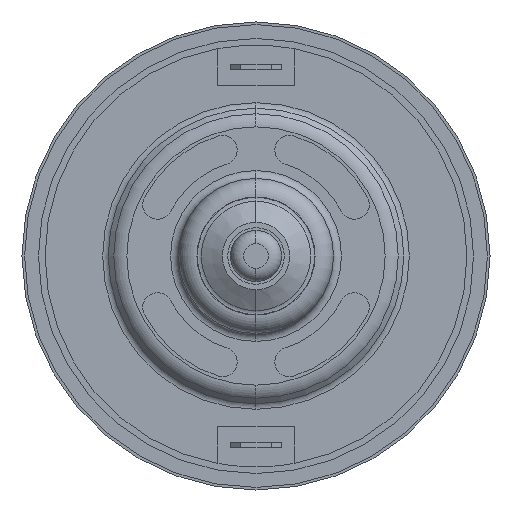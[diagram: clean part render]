
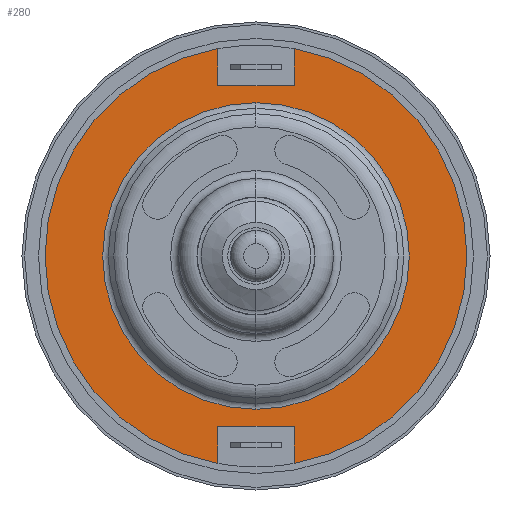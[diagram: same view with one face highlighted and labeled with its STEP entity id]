
A CAD part, left-side view. The second image highlights one B-rep face of the part: STEP entity #280.
In plain terms, the highlighted planar face has unit normal (-1, 0, 0).
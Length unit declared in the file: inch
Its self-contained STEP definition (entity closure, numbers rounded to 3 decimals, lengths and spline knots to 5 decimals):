
#117 = LINE ( 'NONE', #5497, #250 ) ;
#138 = CIRCLE ( 'NONE', #3932, 0.58043 ) ;
#151 = CIRCLE ( 'NONE', #3951, 0.58043 ) ;
#202 = CIRCLE ( 'NONE', #3933, 0.7985 ) ;
#250 = VECTOR ( 'NONE', #5862, 39.37008 ) ;
#280 = ADVANCED_FACE ( 'NONE', ( #2111, #2129 ), #5021, .T. ) ;
#384 = EDGE_CURVE ( 'NONE', #4021, #4068, #117, .T. ) ;
#389 = EDGE_CURVE ( 'NONE', #4054, #4029, #138, .T. ) ;
#399 = EDGE_CURVE ( 'NONE', #4029, #4054, #151, .T. ) ;
#401 = EDGE_CURVE ( 'NONE', #4063, #2520, #202, .T. ) ;
#479 = EDGE_CURVE ( 'NONE', #4063, #4021, #6214, .T. ) ;
#492 = EDGE_CURVE ( 'NONE', #2520, #1546, #6235, .T. ) ;
#509 = CARTESIAN_POINT ( 'NONE',  ( 0.075, 0., 0. ) ) ;
#523 = DIRECTION ( 'NONE',  ( 0., 0., 1. ) ) ;
#527 = DIRECTION ( 'NONE',  ( -1., 0., 0. ) ) ;
#914 = CARTESIAN_POINT ( 'NONE',  ( 0.075, -0.144, 0.64541 ) ) ;
#960 = VECTOR ( 'NONE', #5572, 39.37008 ) ;
#980 = LINE ( 'NONE', #5535, #960 ) ;
#991 = LINE ( 'NONE', #2361, #1121 ) ;
#1006 = AXIS2_PLACEMENT_3D ( 'NONE', #5146, #5030, #5040 ) ;
#1121 = VECTOR ( 'NONE', #2323, 39.37008 ) ;
#1254 = EDGE_CURVE ( 'NONE', #4068, #3996, #3286, .T. ) ;
#1309 = EDGE_CURVE ( 'NONE', #2586, #4064, #980, .T. ) ;
#1336 = EDGE_CURVE ( 'NONE', #1546, #2586, #991, .T. ) ;
#1546 = VERTEX_POINT ( 'NONE', #914 ) ;
#1566 = CARTESIAN_POINT ( 'NONE',  ( 0.075, 0., 0.58043 ) ) ;
#1600 = CARTESIAN_POINT ( 'NONE',  ( 0.075, 0.144, -0.78541 ) ) ;
#1643 = CARTESIAN_POINT ( 'NONE',  ( 0.075, -0.144, -0.64541 ) ) ;
#1667 = CARTESIAN_POINT ( 'NONE',  ( 0.075, 0.144, 0.64541 ) ) ;
#1872 = AXIS2_PLACEMENT_3D ( 'NONE', #509, #527, #523 ) ;
#2111 = FACE_OUTER_BOUND ( 'NONE', #3822, .T. ) ;
#2129 = FACE_BOUND ( 'NONE', #3867, .T. ) ;
#2178 = EDGE_CURVE ( 'NONE', #4064, #3996, #3024, .T. ) ;
#2229 = ORIENTED_EDGE ( 'NONE', *, *, #389, .T. ) ;
#2323 = DIRECTION ( 'NONE',  ( 0., 1., 0. ) ) ;
#2361 = CARTESIAN_POINT ( 'NONE',  ( 0.075, -0.144, 0.64541 ) ) ;
#2520 = VERTEX_POINT ( 'NONE', #3688 ) ;
#2586 = VERTEX_POINT ( 'NONE', #1667 ) ;
#3024 = CIRCLE ( 'NONE', #1872, 0.7985 ) ;
#3274 = VECTOR ( 'NONE', #5212, 39.37008 ) ;
#3286 = LINE ( 'NONE', #5196, #3274 ) ;
#3371 = ORIENTED_EDGE ( 'NONE', *, *, #1254, .F. ) ;
#3506 = ORIENTED_EDGE ( 'NONE', *, *, #399, .T. ) ;
#3607 = ORIENTED_EDGE ( 'NONE', *, *, #1336, .T. ) ;
#3618 = ORIENTED_EDGE ( 'NONE', *, *, #2178, .T. ) ;
#3688 = CARTESIAN_POINT ( 'NONE',  ( 0.075, -0.144, 0.78541 ) ) ;
#3822 = EDGE_LOOP ( 'NONE', ( #4213, #3618, #3371, #4236, #4465, #4364, #4189, #3607 ) ) ;
#3867 = EDGE_LOOP ( 'NONE', ( #3506, #2229 ) ) ;
#3932 = AXIS2_PLACEMENT_3D ( 'NONE', #5865, #5858, #5344 ) ;
#3933 = AXIS2_PLACEMENT_3D ( 'NONE', #5643, #5645, #5687 ) ;
#3951 = AXIS2_PLACEMENT_3D ( 'NONE', #5704, #5635, #5634 ) ;
#3996 = VERTEX_POINT ( 'NONE', #1600 ) ;
#4021 = VERTEX_POINT ( 'NONE', #1643 ) ;
#4029 = VERTEX_POINT ( 'NONE', #1566 ) ;
#4054 = VERTEX_POINT ( 'NONE', #6141 ) ;
#4063 = VERTEX_POINT ( 'NONE', #6147 ) ;
#4064 = VERTEX_POINT ( 'NONE', #6162 ) ;
#4068 = VERTEX_POINT ( 'NONE', #6140 ) ;
#4189 = ORIENTED_EDGE ( 'NONE', *, *, #492, .T. ) ;
#4213 = ORIENTED_EDGE ( 'NONE', *, *, #1309, .T. ) ;
#4236 = ORIENTED_EDGE ( 'NONE', *, *, #384, .F. ) ;
#4364 = ORIENTED_EDGE ( 'NONE', *, *, #401, .T. ) ;
#4465 = ORIENTED_EDGE ( 'NONE', *, *, #479, .F. ) ;
#4980 = DIRECTION ( 'NONE',  ( 0., 0., -1. ) ) ;
#5021 = PLANE ( 'NONE',  #1006 ) ;
#5030 = DIRECTION ( 'NONE',  ( -1., 0., 0. ) ) ;
#5036 = CARTESIAN_POINT ( 'NONE',  ( 0.075, -0.144, 0.64541 ) ) ;
#5040 = DIRECTION ( 'NONE',  ( 0., 0., 1. ) ) ;
#5062 = DIRECTION ( 'NONE',  ( 0., 0., 1. ) ) ;
#5146 = CARTESIAN_POINT ( 'NONE',  ( 0.075, 0., 0. ) ) ;
#5196 = CARTESIAN_POINT ( 'NONE',  ( 0.075, 0.144, -0.64541 ) ) ;
#5212 = DIRECTION ( 'NONE',  ( 0., 0., -1. ) ) ;
#5344 = DIRECTION ( 'NONE',  ( 0., 0., 1. ) ) ;
#5497 = CARTESIAN_POINT ( 'NONE',  ( 0.075, -0.144, -0.64541 ) ) ;
#5535 = CARTESIAN_POINT ( 'NONE',  ( 0.075, 0.144, 0.64541 ) ) ;
#5572 = DIRECTION ( 'NONE',  ( 0., 0., 1. ) ) ;
#5634 = DIRECTION ( 'NONE',  ( 0., 0., 1. ) ) ;
#5635 = DIRECTION ( 'NONE',  ( 1., 0., 0. ) ) ;
#5643 = CARTESIAN_POINT ( 'NONE',  ( 0.075, 0., 0. ) ) ;
#5645 = DIRECTION ( 'NONE',  ( -1., 0., 0. ) ) ;
#5687 = DIRECTION ( 'NONE',  ( 0., 0., 1. ) ) ;
#5704 = CARTESIAN_POINT ( 'NONE',  ( 0.075, 0., 0. ) ) ;
#5858 = DIRECTION ( 'NONE',  ( 1., 0., 0. ) ) ;
#5862 = DIRECTION ( 'NONE',  ( 0., 1., 0. ) ) ;
#5865 = CARTESIAN_POINT ( 'NONE',  ( 0.075, 0., 0. ) ) ;
#5988 = CARTESIAN_POINT ( 'NONE',  ( 0.075, -0.144, -0.64541 ) ) ;
#6140 = CARTESIAN_POINT ( 'NONE',  ( 0.075, 0.144, -0.64541 ) ) ;
#6141 = CARTESIAN_POINT ( 'NONE',  ( 0.075, 0., -0.58043 ) ) ;
#6147 = CARTESIAN_POINT ( 'NONE',  ( 0.075, -0.144, -0.78541 ) ) ;
#6162 = CARTESIAN_POINT ( 'NONE',  ( 0.075, 0.144, 0.78541 ) ) ;
#6214 = LINE ( 'NONE', #5988, #6248 ) ;
#6235 = LINE ( 'NONE', #5036, #6303 ) ;
#6248 = VECTOR ( 'NONE', #5062, 39.37008 ) ;
#6303 = VECTOR ( 'NONE', #4980, 39.37008 ) ;
